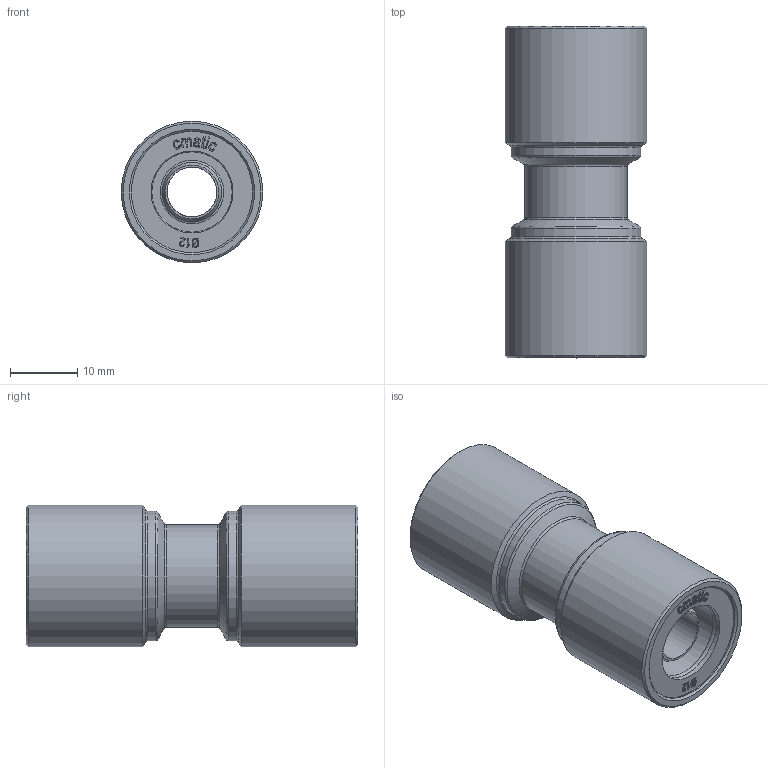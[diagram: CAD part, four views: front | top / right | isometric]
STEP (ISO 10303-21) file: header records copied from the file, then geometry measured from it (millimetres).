
FILE_DESCRIPTION(( 'MAF.26.12.12.stp' ), '1');
FILE_NAME( 'MAF.26.12.12.stp', '2021-02-19T15:25:55',( 'Sopra'),('sopra-pneumatic.com'), 'SwSTEP 2.0','SolidWorks 2009','' );
FILE_SCHEMA( ( 'CONFIG_CONTROL_DESIGN' ) );
Length unit declared in the file: millimetre
Products named in the file (1): Rivoluzione1
Bounding box: 21 x 49.2 x 21 mm (x, y, z)
Volume: 10393.3 mm3; surface area: 7626.5 mm2
Topology: 1 solids, 1 shells, 318 faces, 830 edges, 548 vertices
Faces by surface type: plane 150, bspline 132, cylinder 16, torus 10, cone 10
Full cylindrical faces by diameter (mm): 7.4 x2, 8.5 x1, 8.8 x2, 12.15 x4, 15.2 x1, 18 x2, 19.2 x2, 21 x2
Entity records: 16110 total; most frequent: CARTESIAN_POINT 9325, ORIENTED_EDGE 1568, DIRECTION 940, EDGE_CURVE 784, VERTEX_POINT 538, LINE 474, VECTOR 474, EDGE_LOOP 390
